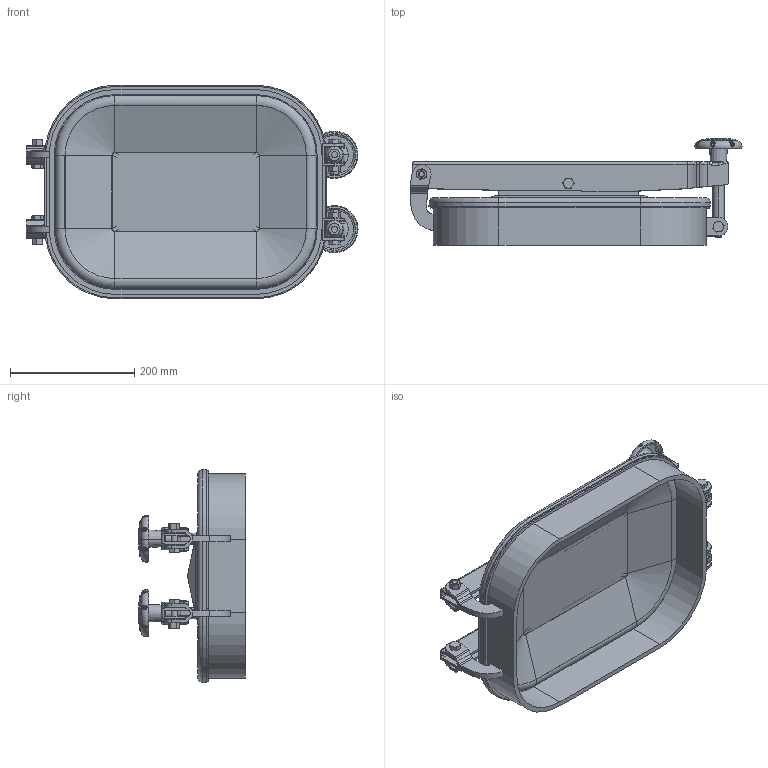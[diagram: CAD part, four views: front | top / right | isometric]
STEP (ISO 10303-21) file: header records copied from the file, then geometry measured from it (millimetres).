
FILE_DESCRIPTION (( 'STEP AP203' ), '1' );
FILE_NAME ('porte complete p23-211.STEP', '2009-12-10T12:18:46', ( 'BE' ), ( 'BOYER SA' ), 'SwSTEP 2.0', 'SolidWorks 2008', '' );
FILE_SCHEMA (( 'CONFIG_CONTROL_DESIGN' ));
Products named in the file (14): GU18 6L BR WD122  75 137 (0610100055)_Défaut; BRAC 4L BR K 211 (0730100021)_Défaut; THPF 04 BR F 10  40  26 (0770300057)_Vis H M12 Lg 40; THPF 04 BR F 10  30  15 (0770300081)_Vis H M12 Lg 30; THPF 04 BR F 12  50  26 (0770300098)_Vis H M12 Lg 45; porte complete p23-211; PRE 6L BR P 02 314 424 (0710100032)_Défaut; joint pour p23-308_Défaut; CARE 6L PO SP 08 314 424 60 (0720100048)_Défaut; AME 4L BR K211 (0730200020)_Défaut; VOL 39 CB OD114  76  18 (0750100022)_Défaut; PABO 4L PO S 05 100 30 (0660800005)_Défaut; U5  4L PO U122    27  34  30 (0640800014)_Défaut; Hex Nut GradeC_ISO_Hexagon Nut ISO - 4034 - M10 - N
Assembly tree (27 placements, depth 2):
  porte complete p23-211
    Hex Nut GradeC_ISO_Hexagon Nut ISO - 4034 - M10 - N  x6
    CARE 6L PO SP 08 314 424 60 (0720100048)_Défaut
    BRAC 4L BR K 211 (0730100021)_Défaut  x2
    THPF 04 BR F 10  40  26 (0770300057)_Vis H M12 Lg 40  x2
    PRE 6L BR P 02 314 424 (0710100032)_Défaut
    U5  4L PO U122    27  34  30 (0640800014)_Défaut  x2
    GU18 6L BR WD122  75 137 (0610100055)_Défaut  x2
    VOL 39 CB OD114  76  18 (0750100022)_Défaut  x2
    joint pour p23-308_Défaut
    AME 4L BR K211 (0730200020)_Défaut  x2
    PABO 4L PO S 05 100 30 (0660800005)_Défaut  x2
    THPF 04 BR F 10  30  15 (0770300081)_Vis H M12 Lg 30  x2
    THPF 04 BR F 12  50  26 (0770300098)_Vis H M12 Lg 45  x2
Bounding box: 535.47 x 172.02 x 344 mm (x, y, z)
Volume: 2500262.5 mm3; surface area: 1329607.7 mm2
Topology: 29 solids, 29 shells, 1087 faces, 2594 edges, 1573 vertices
Faces by surface type: plane 353, cylinder 279, cone 192, bspline 139, torus 76, sphere 48
Entity records: 32653 total; most frequent: CARTESIAN_POINT 17003, ORIENTED_EDGE 2940, DIRECTION 2796, EDGE_CURVE 1470, AXIS2_PLACEMENT_3D 1070, VERTEX_POINT 881, EDGE_LOOP 665, VECTOR 656
